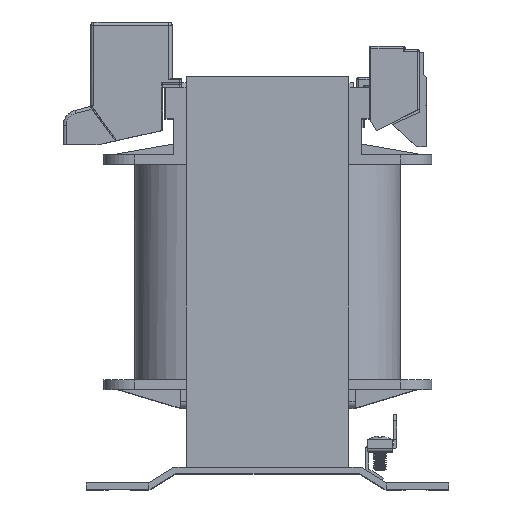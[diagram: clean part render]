
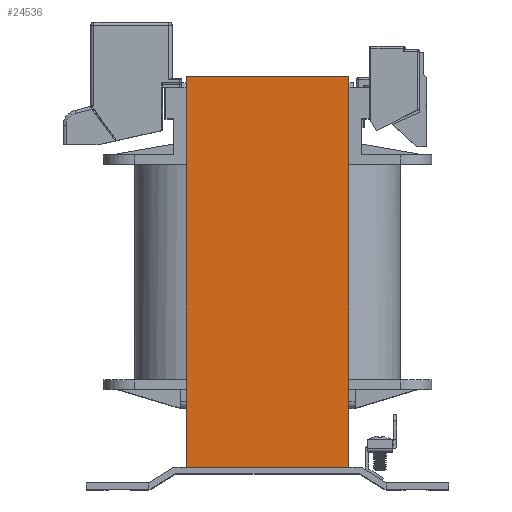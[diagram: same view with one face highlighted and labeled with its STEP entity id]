
A CAD part, top view. The second image highlights one B-rep face of the part: STEP entity #24536.
In plain terms, the highlighted planar face has unit normal (0, 0, 1).
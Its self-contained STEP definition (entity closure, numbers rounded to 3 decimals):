
#972=PLANE('',#26181);
#2123=FACE_OUTER_BOUND('',#3330,.T.);
#3330=EDGE_LOOP('',(#21691,#21692,#21693,#21694));
#5952=LINE('',#41068,#8797);
#6409=LINE('',#42081,#9254);
#6581=LINE('',#42463,#9426);
#6609=LINE('',#42520,#9454);
#8797=VECTOR('',#30734,10.);
#9254=VECTOR('',#31623,10.);
#9426=VECTOR('',#31979,10.);
#9454=VECTOR('',#32039,10.);
#11245=VERTEX_POINT('',#41066);
#11246=VERTEX_POINT('',#41067);
#11585=VERTEX_POINT('',#42077);
#11704=VERTEX_POINT('',#42462);
#14333=EDGE_CURVE('',#11245,#11246,#5952,.T.);
#14834=EDGE_CURVE('',#11585,#11246,#6409,.T.);
#15024=EDGE_CURVE('',#11704,#11585,#6581,.T.);
#15056=EDGE_CURVE('',#11704,#11245,#6609,.T.);
#21691=ORIENTED_EDGE('',*,*,#15024,.T.);
#21692=ORIENTED_EDGE('',*,*,#14834,.T.);
#21693=ORIENTED_EDGE('',*,*,#14333,.F.);
#21694=ORIENTED_EDGE('',*,*,#15056,.F.);
#24536=ADVANCED_FACE('',(#2123),#972,.T.);
#26181=AXIS2_PLACEMENT_3D('',#42537,#32066,#32067);
#30734=DIRECTION('',(0.,1.,0.));
#31623=DIRECTION('',(-1.,0.,0.));
#31979=DIRECTION('',(0.,1.,0.));
#32039=DIRECTION('',(-1.,0.,0.));
#32066=DIRECTION('center_axis',(0.,0.,1.));
#32067=DIRECTION('ref_axis',(0.,1.,0.));
#41066=CARTESIAN_POINT('',(-11.668,-10.136,75.));
#41067=CARTESIAN_POINT('',(-11.668,114.864,75.));
#41068=CARTESIAN_POINT('',(-11.668,-10.136,75.));
#42077=CARTESIAN_POINT('',(40.332,114.864,75.));
#42081=CARTESIAN_POINT('',(40.332,114.864,75.));
#42462=CARTESIAN_POINT('',(40.332,-10.136,75.));
#42463=CARTESIAN_POINT('',(40.332,-10.136,75.));
#42520=CARTESIAN_POINT('',(40.332,-10.136,75.));
#42537=CARTESIAN_POINT('Origin',(40.332,-10.136,75.));
